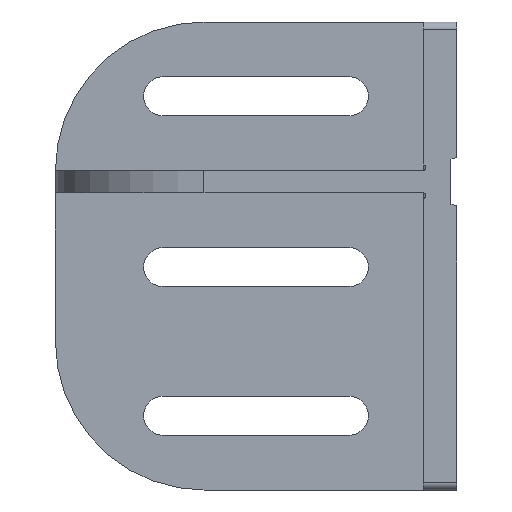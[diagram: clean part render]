
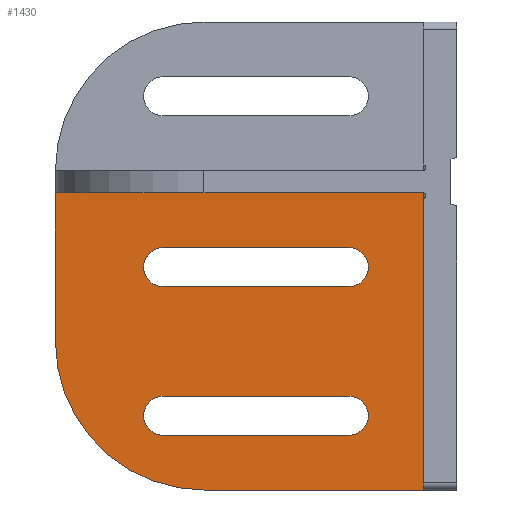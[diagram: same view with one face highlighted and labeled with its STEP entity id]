
A CAD part, left-side view. The second image highlights one B-rep face of the part: STEP entity #1430.
In plain terms, the highlighted planar face has unit normal (-1, 0, 0).
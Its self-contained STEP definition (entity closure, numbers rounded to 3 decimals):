
#35=FACE_BOUND('',#189,.T.);
#36=FACE_BOUND('',#190,.T.);
#56=PLANE('',#1565);
#102=FACE_OUTER_BOUND('',#188,.T.);
#188=EDGE_LOOP('',(#1108,#1109,#1110,#1111,#1112));
#189=EDGE_LOOP('',(#1113,#1114,#1115,#1116));
#190=EDGE_LOOP('',(#1117,#1118,#1119,#1120));
#337=LINE('',#2322,#485);
#340=LINE('',#2329,#488);
#341=LINE('',#2332,#489);
#342=LINE('',#2333,#490);
#343=LINE('',#2338,#491);
#344=LINE('',#2341,#492);
#345=LINE('',#2346,#493);
#346=LINE('',#2349,#494);
#485=VECTOR('',#1845,1000.);
#488=VECTOR('',#1852,1000.);
#489=VECTOR('',#1855,1000.);
#490=VECTOR('',#1856,1000.);
#491=VECTOR('',#1859,1000.);
#492=VECTOR('',#1862,1000.);
#493=VECTOR('',#1865,1000.);
#494=VECTOR('',#1868,1000.);
#590=CIRCLE('',#1566,40.);
#591=CIRCLE('',#1567,5.25);
#592=CIRCLE('',#1568,5.25);
#593=CIRCLE('',#1569,5.25);
#594=CIRCLE('',#1570,5.25);
#712=VERTEX_POINT('',#2319);
#713=VERTEX_POINT('',#2321);
#714=VERTEX_POINT('',#2327);
#715=VERTEX_POINT('',#2328);
#716=VERTEX_POINT('',#2331);
#717=VERTEX_POINT('',#2334);
#718=VERTEX_POINT('',#2335);
#719=VERTEX_POINT('',#2337);
#720=VERTEX_POINT('',#2339);
#721=VERTEX_POINT('',#2342);
#722=VERTEX_POINT('',#2343);
#723=VERTEX_POINT('',#2345);
#724=VERTEX_POINT('',#2347);
#869=EDGE_CURVE('',#713,#712,#337,.T.);
#873=EDGE_CURVE('',#714,#715,#340,.T.);
#874=EDGE_CURVE('',#714,#713,#590,.T.);
#875=EDGE_CURVE('',#712,#716,#341,.T.);
#876=EDGE_CURVE('',#715,#716,#342,.T.);
#877=EDGE_CURVE('',#717,#718,#591,.T.);
#878=EDGE_CURVE('',#718,#719,#343,.T.);
#879=EDGE_CURVE('',#719,#720,#592,.T.);
#880=EDGE_CURVE('',#720,#717,#344,.T.);
#881=EDGE_CURVE('',#721,#722,#593,.T.);
#882=EDGE_CURVE('',#722,#723,#345,.T.);
#883=EDGE_CURVE('',#723,#724,#594,.T.);
#884=EDGE_CURVE('',#724,#721,#346,.T.);
#1108=ORIENTED_EDGE('',*,*,#873,.F.);
#1109=ORIENTED_EDGE('',*,*,#874,.T.);
#1110=ORIENTED_EDGE('',*,*,#869,.T.);
#1111=ORIENTED_EDGE('',*,*,#875,.T.);
#1112=ORIENTED_EDGE('',*,*,#876,.F.);
#1113=ORIENTED_EDGE('',*,*,#877,.T.);
#1114=ORIENTED_EDGE('',*,*,#878,.T.);
#1115=ORIENTED_EDGE('',*,*,#879,.T.);
#1116=ORIENTED_EDGE('',*,*,#880,.T.);
#1117=ORIENTED_EDGE('',*,*,#881,.T.);
#1118=ORIENTED_EDGE('',*,*,#882,.T.);
#1119=ORIENTED_EDGE('',*,*,#883,.T.);
#1120=ORIENTED_EDGE('',*,*,#884,.T.);
#1430=ADVANCED_FACE('',(#102,#35,#36),#56,.F.);
#1565=AXIS2_PLACEMENT_3D('',#2326,#1850,#1851);
#1566=AXIS2_PLACEMENT_3D('',#2330,#1853,#1854);
#1567=AXIS2_PLACEMENT_3D('',#2336,#1857,#1858);
#1568=AXIS2_PLACEMENT_3D('',#2340,#1860,#1861);
#1569=AXIS2_PLACEMENT_3D('',#2344,#1863,#1864);
#1570=AXIS2_PLACEMENT_3D('',#2348,#1866,#1867);
#1845=DIRECTION('',(0.,-1.,0.));
#1850=DIRECTION('center_axis',(1.,0.,0.));
#1851=DIRECTION('ref_axis',(0.,0.,-1.));
#1852=DIRECTION('',(0.,0.,1.));
#1853=DIRECTION('center_axis',(-1.,0.,0.));
#1854=DIRECTION('ref_axis',(0.,0.,-1.));
#1855=DIRECTION('',(0.,0.,1.));
#1856=DIRECTION('',(0.,-1.,0.));
#1857=DIRECTION('center_axis',(1.,0.,0.));
#1858=DIRECTION('ref_axis',(0.,0.,-1.));
#1859=DIRECTION('',(0.,-1.,0.));
#1860=DIRECTION('center_axis',(1.,0.,0.));
#1861=DIRECTION('ref_axis',(0.,0.,-1.));
#1862=DIRECTION('',(0.,1.,0.));
#1863=DIRECTION('center_axis',(1.,0.,0.));
#1864=DIRECTION('ref_axis',(0.,0.,-1.));
#1865=DIRECTION('',(0.,-1.,0.));
#1866=DIRECTION('center_axis',(1.,0.,0.));
#1867=DIRECTION('ref_axis',(0.,0.,-1.));
#1868=DIRECTION('',(0.,1.,0.));
#2319=CARTESIAN_POINT('',(40.,9.,-126.));
#2321=CARTESIAN_POINT('',(40.,68.,-126.));
#2322=CARTESIAN_POINT('',(40.,108.,-126.));
#2326=CARTESIAN_POINT('Origin',(40.,108.,-63.));
#2327=CARTESIAN_POINT('',(40.,108.,-86.));
#2328=CARTESIAN_POINT('',(40.,108.,-46.));
#2329=CARTESIAN_POINT('',(40.,108.,-63.));
#2330=CARTESIAN_POINT('Origin',(40.,68.,-86.));
#2331=CARTESIAN_POINT('',(40.,9.,-46.));
#2332=CARTESIAN_POINT('',(40.,9.,-63.));
#2333=CARTESIAN_POINT('',(40.,108.,-46.));
#2334=CARTESIAN_POINT('',(40.,79.,-111.25));
#2335=CARTESIAN_POINT('',(40.,79.,-100.75));
#2336=CARTESIAN_POINT('Origin',(40.,79.,-106.));
#2337=CARTESIAN_POINT('',(40.,29.,-100.75));
#2338=CARTESIAN_POINT('',(40.,108.,-100.75));
#2339=CARTESIAN_POINT('',(40.,29.,-111.25));
#2340=CARTESIAN_POINT('Origin',(40.,29.,-106.));
#2341=CARTESIAN_POINT('',(40.,108.,-111.25));
#2342=CARTESIAN_POINT('',(40.,79.,-71.25));
#2343=CARTESIAN_POINT('',(40.,79.,-60.75));
#2344=CARTESIAN_POINT('Origin',(40.,79.,-66.));
#2345=CARTESIAN_POINT('',(40.,29.,-60.75));
#2346=CARTESIAN_POINT('',(40.,108.,-60.75));
#2347=CARTESIAN_POINT('',(40.,29.,-71.25));
#2348=CARTESIAN_POINT('Origin',(40.,29.,-66.));
#2349=CARTESIAN_POINT('',(40.,108.,-71.25));
